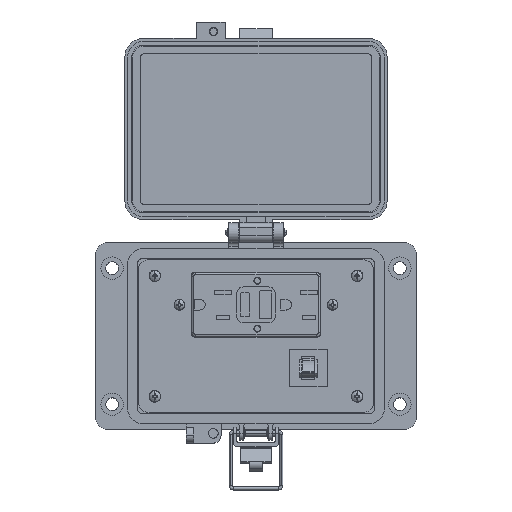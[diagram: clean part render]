
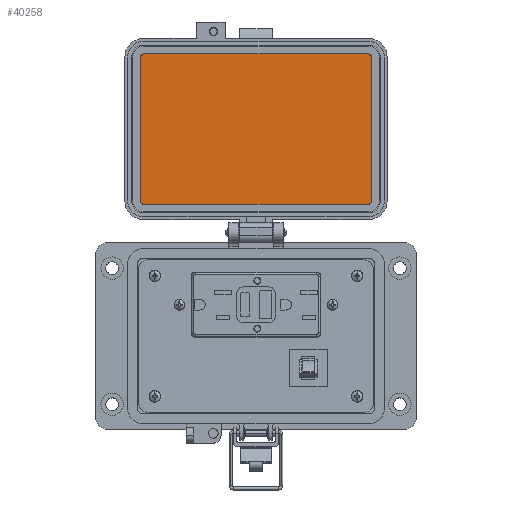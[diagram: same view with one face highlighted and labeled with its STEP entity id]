
A CAD part, top view. The second image highlights one B-rep face of the part: STEP entity #40258.
In plain terms, the highlighted planar face has unit normal (0, 0, 1).
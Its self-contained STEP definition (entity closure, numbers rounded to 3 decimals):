
#3921 = ORIENTED_EDGE ( 'NONE', *, *, #185317, .F. ) ;
#4923 = FACE_OUTER_BOUND ( 'NONE', #128817, .T. ) ;
#5974 = VECTOR ( 'NONE', #50527, 1000. ) ;
#8405 = VERTEX_POINT ( 'NONE', #49217 ) ;
#9685 = DIRECTION ( 'NONE',  ( 1., 0., 0. ) ) ;
#13783 = CARTESIAN_POINT ( 'NONE',  ( -57.72, 67.765, 8.694 ) ) ;
#16214 = CARTESIAN_POINT ( 'NONE',  ( -59.505, 69.55, 8.694 ) ) ;
#18736 = CARTESIAN_POINT ( 'NONE',  ( -57.72, 67.765, 8.694 ) ) ;
#19322 = DIRECTION ( 'NONE',  ( 0., 0., 1. ) ) ;
#19487 = LINE ( 'NONE', #172553, #85076 ) ;
#24812 = DIRECTION ( 'NONE',  ( 0., -1., 0. ) ) ;
#24938 = ORIENTED_EDGE ( 'NONE', *, *, #133378, .F. ) ;
#33826 = ORIENTED_EDGE ( 'NONE', *, *, #153161, .F. ) ;
#34131 = LINE ( 'NONE', #18736, #5974 ) ;
#35357 = AXIS2_PLACEMENT_3D ( 'NONE', #77996, #49212, #174475 ) ;
#35884 = DIRECTION ( 'NONE',  ( 0., 1., 0. ) ) ;
#36092 = ORIENTED_EDGE ( 'NONE', *, *, #102835, .F. ) ;
#40258 = ADVANCED_FACE ( 'NONE', ( #4923 ), #99378, .T. ) ;
#41154 = DIRECTION ( 'NONE',  ( 0., -1., 0. ) ) ;
#45208 = CIRCLE ( 'NONE', #35357, 1.785 ) ;
#47128 = DIRECTION ( 'NONE',  ( 0., 0., -1. ) ) ;
#49212 = DIRECTION ( 'NONE',  ( 0., 0., -1. ) ) ;
#49217 = CARTESIAN_POINT ( 'NONE',  ( 59.502, 143.334, 8.694 ) ) ;
#50527 = DIRECTION ( 'NONE',  ( -1., 0., 0. ) ) ;
#50724 = CARTESIAN_POINT ( 'NONE',  ( 59.502, 69.55, 8.694 ) ) ;
#53996 = AXIS2_PLACEMENT_3D ( 'NONE', #55538, #134615, #41154 ) ;
#55538 = CARTESIAN_POINT ( 'NONE',  ( 57.717, 143.334, 8.694 ) ) ;
#55615 = DIRECTION ( 'NONE',  ( 0., 0., -1. ) ) ;
#56104 = EDGE_CURVE ( 'NONE', #165326, #142128, #170755, .T. ) ;
#65625 = EDGE_CURVE ( 'NONE', #87360, #8405, #181820, .T. ) ;
#70629 = VERTEX_POINT ( 'NONE', #13783 ) ;
#77996 = CARTESIAN_POINT ( 'NONE',  ( 57.717, 69.55, 8.694 ) ) ;
#80013 = ORIENTED_EDGE ( 'NONE', *, *, #56104, .F. ) ;
#85076 = VECTOR ( 'NONE', #35884, 1000. ) ;
#86654 = CIRCLE ( 'NONE', #112985, 1.785 ) ;
#87360 = VERTEX_POINT ( 'NONE', #107295 ) ;
#93655 = VERTEX_POINT ( 'NONE', #16214 ) ;
#99378 = PLANE ( 'NONE',  #113056 ) ;
#102835 = EDGE_CURVE ( 'NONE', #197002, #161238, #45208, .T. ) ;
#103037 = ORIENTED_EDGE ( 'NONE', *, *, #107778, .F. ) ;
#107295 = CARTESIAN_POINT ( 'NONE',  ( 57.717, 145.119, 8.694 ) ) ;
#107778 = EDGE_CURVE ( 'NONE', #142128, #87360, #121605, .T. ) ;
#110816 = CARTESIAN_POINT ( 'NONE',  ( -57.72, 69.55, 8.694 ) ) ;
#112985 = AXIS2_PLACEMENT_3D ( 'NONE', #110816, #47128, #169366 ) ;
#113056 = AXIS2_PLACEMENT_3D ( 'NONE', #191778, #19322, #146600 ) ;
#116099 = VECTOR ( 'NONE', #184889, 1000. ) ;
#118291 = CARTESIAN_POINT ( 'NONE',  ( -57.72, 143.334, 8.694 ) ) ;
#120949 = ORIENTED_EDGE ( 'NONE', *, *, #136313, .F. ) ;
#121605 = LINE ( 'NONE', #184177, #170223 ) ;
#128817 = EDGE_LOOP ( 'NONE', ( #80013, #120949, #3921, #24938, #36092, #33826, #199013, #103037 ) ) ;
#133378 = EDGE_CURVE ( 'NONE', #161238, #70629, #34131, .T. ) ;
#134615 = DIRECTION ( 'NONE',  ( 0., 0., -1. ) ) ;
#136313 = EDGE_CURVE ( 'NONE', #93655, #165326, #19487, .T. ) ;
#142128 = VERTEX_POINT ( 'NONE', #167504 ) ;
#146600 = DIRECTION ( 'NONE',  ( 0., -1., 0. ) ) ;
#152963 = CARTESIAN_POINT ( 'NONE',  ( 57.717, 67.765, 8.694 ) ) ;
#153161 = EDGE_CURVE ( 'NONE', #8405, #197002, #190686, .T. ) ;
#161238 = VERTEX_POINT ( 'NONE', #152963 ) ;
#165326 = VERTEX_POINT ( 'NONE', #198212 ) ;
#167504 = CARTESIAN_POINT ( 'NONE',  ( -57.72, 145.119, 8.694 ) ) ;
#169366 = DIRECTION ( 'NONE',  ( 0., -1., 0. ) ) ;
#170223 = VECTOR ( 'NONE', #9685, 1000. ) ;
#170755 = CIRCLE ( 'NONE', #200197, 1.785 ) ;
#172553 = CARTESIAN_POINT ( 'NONE',  ( -59.505, 143.334, 8.694 ) ) ;
#174475 = DIRECTION ( 'NONE',  ( 0., -1., 0. ) ) ;
#181820 = CIRCLE ( 'NONE', #53996, 1.785 ) ;
#184177 = CARTESIAN_POINT ( 'NONE',  ( 57.717, 145.119, 8.694 ) ) ;
#184889 = DIRECTION ( 'NONE',  ( 0., -1., 0. ) ) ;
#185317 = EDGE_CURVE ( 'NONE', #70629, #93655, #86654, .T. ) ;
#188690 = CARTESIAN_POINT ( 'NONE',  ( 59.502, 69.55, 8.694 ) ) ;
#190686 = LINE ( 'NONE', #188690, #116099 ) ;
#191778 = CARTESIAN_POINT ( 'NONE',  ( -30.745, 145.119, 8.694 ) ) ;
#197002 = VERTEX_POINT ( 'NONE', #50724 ) ;
#198212 = CARTESIAN_POINT ( 'NONE',  ( -59.505, 143.334, 8.694 ) ) ;
#199013 = ORIENTED_EDGE ( 'NONE', *, *, #65625, .F. ) ;
#200197 = AXIS2_PLACEMENT_3D ( 'NONE', #118291, #55615, #24812 ) ;
